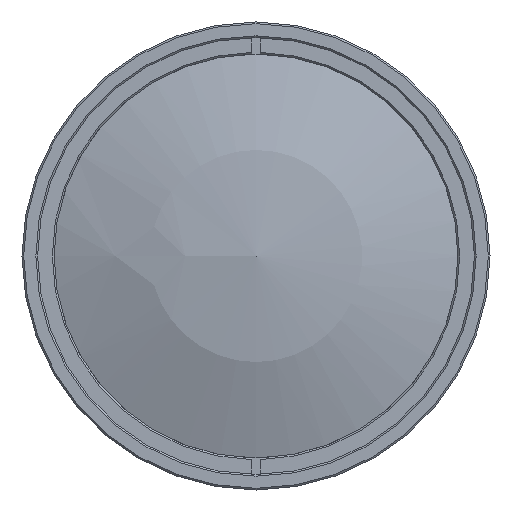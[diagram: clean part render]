
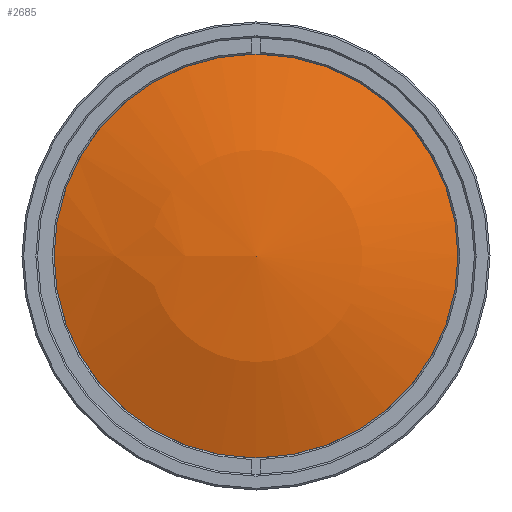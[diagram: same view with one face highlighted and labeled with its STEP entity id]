
A CAD part, left-side view. The second image highlights one B-rep face of the part: STEP entity #2685.
In plain terms, the highlighted spherical face has radius 66.42 mm.
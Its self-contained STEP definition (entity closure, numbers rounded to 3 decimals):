
#1187=SPHERICAL_SURFACE('',#9952,66.42);
#1191=FACE_OUTER_BOUND('',#4016,.T.);
#2685=ADVANCED_FACE('',(#1191),#1187,.T.);
#4016=EDGE_LOOP('',(#4849));
#4849=ORIENTED_EDGE('',*,*,#8234,.T.);
#7315=VERTEX_POINT('',#13628);
#8234=EDGE_CURVE('',#7315,#7315,#9509,.T.);
#9509=CIRCLE('',#9951,24.063);
#9951=AXIS2_PLACEMENT_3D('',#13627,#10912,#10913);
#9952=AXIS2_PLACEMENT_3D('',#13629,#10914,#10915);
#10912=DIRECTION('',(-1.,0.,0.));
#10913=DIRECTION('',(0.,0.,1.));
#10914=DIRECTION('',(-1.,0.,0.));
#10915=DIRECTION('',(0.,1.,0.));
#13627=CARTESIAN_POINT('',(4.512,0.,0.));
#13628=CARTESIAN_POINT('',(4.512,0.,24.063));
#13629=CARTESIAN_POINT('',(66.42,0.,0.));
